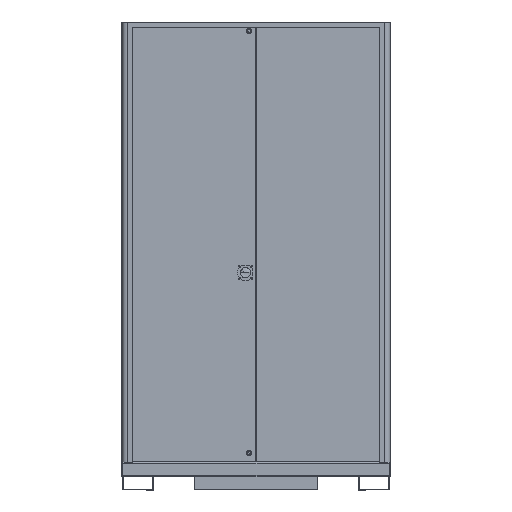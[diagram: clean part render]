
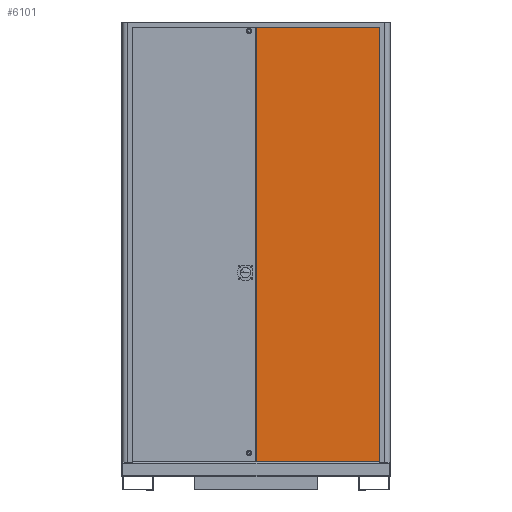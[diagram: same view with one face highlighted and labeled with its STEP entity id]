
A CAD part, top view. The second image highlights one B-rep face of the part: STEP entity #6101.
In plain terms, the highlighted planar face has unit normal (0, 0, 1).
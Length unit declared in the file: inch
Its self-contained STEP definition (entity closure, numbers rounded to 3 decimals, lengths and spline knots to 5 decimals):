
#407 = CARTESIAN_POINT ( 'NONE',  ( 0.03125, 63.1875, 9. ) ) ;
#1129 = CARTESIAN_POINT ( 'NONE',  ( 17.9375, 0.0625, 9. ) ) ;
#1403 = LINE ( 'NONE', #10596, #7253 ) ;
#1485 = DIRECTION ( 'NONE',  ( 0., 0., -1. ) ) ;
#1963 = VECTOR ( 'NONE', #10997, 39.37008 ) ;
#2277 = PLANE ( 'NONE',  #9746 ) ;
#2964 = VERTEX_POINT ( 'NONE', #8477 ) ;
#3204 = VERTEX_POINT ( 'NONE', #6228 ) ;
#3237 = EDGE_CURVE ( 'NONE', #3853, #5532, #8735, .T. ) ;
#3252 = EDGE_CURVE ( 'NONE', #3204, #2964, #4492, .T. ) ;
#3853 = VERTEX_POINT ( 'NONE', #5368 ) ;
#4338 = ORIENTED_EDGE ( 'NONE', *, *, #9363, .T. ) ;
#4492 = LINE ( 'NONE', #10463, #4886 ) ;
#4671 = DIRECTION ( 'NONE',  ( 0., 1., 0. ) ) ;
#4744 = FACE_OUTER_BOUND ( 'NONE', #6839, .T. ) ;
#4886 = VECTOR ( 'NONE', #6158, 39.37008 ) ;
#5138 = ORIENTED_EDGE ( 'NONE', *, *, #3237, .T. ) ;
#5368 = CARTESIAN_POINT ( 'NONE',  ( 0.03125, 0.0625, 9. ) ) ;
#5532 = VERTEX_POINT ( 'NONE', #1129 ) ;
#5986 = EDGE_CURVE ( 'NONE', #5532, #3204, #1403, .T. ) ;
#6101 = ADVANCED_FACE ( 'NONE', ( #4744 ), #2277, .F. ) ;
#6141 = ORIENTED_EDGE ( 'NONE', *, *, #3252, .T. ) ;
#6158 = DIRECTION ( 'NONE',  ( -1., 0., 0. ) ) ;
#6228 = CARTESIAN_POINT ( 'NONE',  ( 17.9375, 63.1875, 9. ) ) ;
#6362 = DIRECTION ( 'NONE',  ( 0., -1., 0. ) ) ;
#6839 = EDGE_LOOP ( 'NONE', ( #4338, #5138, #9177, #6141 ) ) ;
#7253 = VECTOR ( 'NONE', #4671, 39.37008 ) ;
#7322 = DIRECTION ( 'NONE',  ( -1., 0., 0. ) ) ;
#8477 = CARTESIAN_POINT ( 'NONE',  ( 0.03125, 63.1875, 9. ) ) ;
#8705 = CARTESIAN_POINT ( 'NONE',  ( 0.03125, 0.0625, 9. ) ) ;
#8735 = LINE ( 'NONE', #8705, #1963 ) ;
#8914 = VECTOR ( 'NONE', #6362, 39.37008 ) ;
#9177 = ORIENTED_EDGE ( 'NONE', *, *, #5986, .T. ) ;
#9363 = EDGE_CURVE ( 'NONE', #2964, #3853, #10641, .T. ) ;
#9746 = AXIS2_PLACEMENT_3D ( 'NONE', #9929, #1485, #7322 ) ;
#9929 = CARTESIAN_POINT ( 'NONE',  ( 18.75, 64., 9. ) ) ;
#10463 = CARTESIAN_POINT ( 'NONE',  ( 0.03125, 63.1875, 9. ) ) ;
#10596 = CARTESIAN_POINT ( 'NONE',  ( 17.9375, 63.1875, 9. ) ) ;
#10641 = LINE ( 'NONE', #407, #8914 ) ;
#10997 = DIRECTION ( 'NONE',  ( 1., 0., 0. ) ) ;
